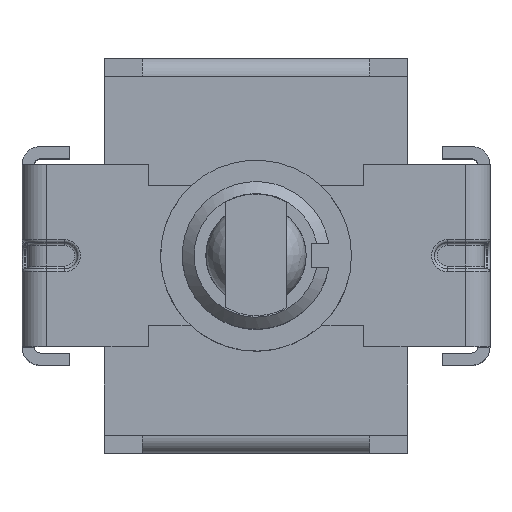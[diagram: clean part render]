
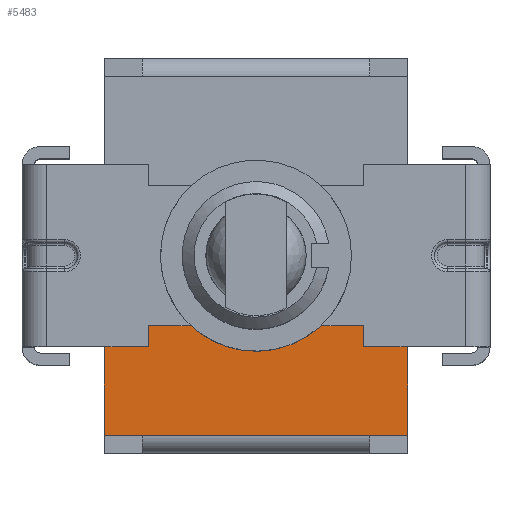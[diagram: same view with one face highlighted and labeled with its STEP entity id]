
A CAD part, top view. The second image highlights one B-rep face of the part: STEP entity #5483.
In plain terms, the highlighted planar face has unit normal (0, 0, 1).
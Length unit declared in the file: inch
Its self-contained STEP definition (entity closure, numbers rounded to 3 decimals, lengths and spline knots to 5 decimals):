
#956=CARTESIAN_POINT('',(-0.25,-0.15,0.41496));
#957=VERTEX_POINT('',#956);
#1108=CARTESIAN_POINT('',(0.17717,-0.11535,0.41496));
#1109=VERTEX_POINT('',#1108);
#1110=CARTESIAN_POINT('',(-0.17717,-0.11535,0.41496));
#1111=VERTEX_POINT('',#1110);
#1112=CARTESIAN_POINT('',(0.17717,-0.11535,0.41496));
#1113=DIRECTION('',(-1.0,0.0,0.0));
#1114=VECTOR('',#1113,0.35433);
#1115=LINE('',#1112,#1114);
#1116=EDGE_CURVE('',#1109,#1111,#1115,.T.);
#1141=CARTESIAN_POINT('',(-0.17717,-0.15,0.41496));
#1142=VERTEX_POINT('',#1141);
#1143=CARTESIAN_POINT('',(-0.17717,-0.11535,0.41496));
#1144=DIRECTION('',(0.0,-1.0,0.0));
#1145=VECTOR('',#1144,0.03465);
#1146=LINE('',#1143,#1145);
#1147=EDGE_CURVE('',#1111,#1142,#1146,.T.);
#1165=CARTESIAN_POINT('',(0.17717,-0.15,0.41496));
#1166=VERTEX_POINT('',#1165);
#1167=CARTESIAN_POINT('',(0.17717,-0.15,0.41496));
#1168=DIRECTION('',(0.0,1.0,0.0));
#1169=VECTOR('',#1168,0.03465);
#1170=LINE('',#1167,#1169);
#1171=EDGE_CURVE('',#1166,#1109,#1170,.T.);
#1255=CARTESIAN_POINT('',(0.25,-0.15,0.41496));
#1256=VERTEX_POINT('',#1255);
#1362=CARTESIAN_POINT('',(-0.17717,-0.15,0.41496));
#1363=DIRECTION('',(-1.0,0.0,0.0));
#1364=VECTOR('',#1363,0.07283);
#1365=LINE('',#1362,#1364);
#1366=EDGE_CURVE('',#1142,#957,#1365,.T.);
#1890=CARTESIAN_POINT('',(0.25,-0.15,0.41496));
#1891=DIRECTION('',(-1.0,0.0,0.0));
#1892=VECTOR('',#1891,0.07283);
#1893=LINE('',#1890,#1892);
#1894=EDGE_CURVE('',#1256,#1166,#1893,.T.);
#5433=CARTESIAN_POINT('',(-0.275,-0.30406,0.41496));
#5434=DIRECTION('',(0.0,0.0,1.0));
#5435=DIRECTION('',(1.0,0.0,0.0));
#5436=AXIS2_PLACEMENT_3D('',#5433,#5434,#5435);
#5437=PLANE('',#5436);
#5438=ORIENTED_EDGE('',*,*,#1894,.T.);
#5439=ORIENTED_EDGE('',*,*,#1171,.T.);
#5440=ORIENTED_EDGE('',*,*,#1116,.T.);
#5441=ORIENTED_EDGE('',*,*,#1147,.T.);
#5442=ORIENTED_EDGE('',*,*,#1366,.T.);
#5443=CARTESIAN_POINT('',(-0.25,-0.29508,0.41496));
#5444=VERTEX_POINT('',#5443);
#5445=CARTESIAN_POINT('',(-0.25,-0.15,0.41496));
#5446=DIRECTION('',(0.0,-1.0,0.0));
#5447=VECTOR('',#5446,0.14508);
#5448=LINE('',#5445,#5447);
#5449=EDGE_CURVE('',#957,#5444,#5448,.T.);
#5450=ORIENTED_EDGE('',*,*,#5449,.T.);
#5451=CARTESIAN_POINT('',(-0.18701,-0.29508,0.41496));
#5452=VERTEX_POINT('',#5451);
#5453=CARTESIAN_POINT('',(-0.18701,-0.29508,0.41496));
#5454=DIRECTION('',(-1.0,0.0,0.0));
#5455=VECTOR('',#5454,0.06299);
#5456=LINE('',#5453,#5455);
#5457=EDGE_CURVE('',#5452,#5444,#5456,.T.);
#5458=ORIENTED_EDGE('',*,*,#5457,.F.);
#5459=CARTESIAN_POINT('',(0.18701,-0.29508,0.41496));
#5460=VERTEX_POINT('',#5459);
#5461=CARTESIAN_POINT('',(0.18701,-0.29508,0.41496));
#5462=DIRECTION('',(-1.0,0.0,0.0));
#5463=VECTOR('',#5462,0.37402);
#5464=LINE('',#5461,#5463);
#5465=EDGE_CURVE('',#5460,#5452,#5464,.T.);
#5466=ORIENTED_EDGE('',*,*,#5465,.F.);
#5467=CARTESIAN_POINT('',(0.25,-0.29508,0.41496));
#5468=VERTEX_POINT('',#5467);
#5469=CARTESIAN_POINT('',(0.18701,-0.29508,0.41496));
#5470=DIRECTION('',(1.0,0.0,0.0));
#5471=VECTOR('',#5470,0.06299);
#5472=LINE('',#5469,#5471);
#5473=EDGE_CURVE('',#5460,#5468,#5472,.T.);
#5474=ORIENTED_EDGE('',*,*,#5473,.T.);
#5475=CARTESIAN_POINT('',(0.25,-0.29508,0.41496));
#5476=DIRECTION('',(0.0,1.0,0.0));
#5477=VECTOR('',#5476,0.14508);
#5478=LINE('',#5475,#5477);
#5479=EDGE_CURVE('',#5468,#1256,#5478,.T.);
#5480=ORIENTED_EDGE('',*,*,#5479,.T.);
#5481=EDGE_LOOP('',(#5438,#5439,#5440,#5441,#5442,#5450,#5458,#5466,#5474,#5480));
#5482=FACE_OUTER_BOUND('',#5481,.T.);
#5483=ADVANCED_FACE('',(#5482),#5437,.T.);
